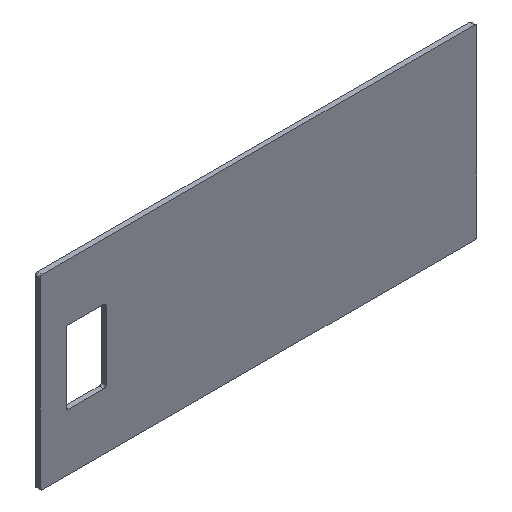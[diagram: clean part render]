
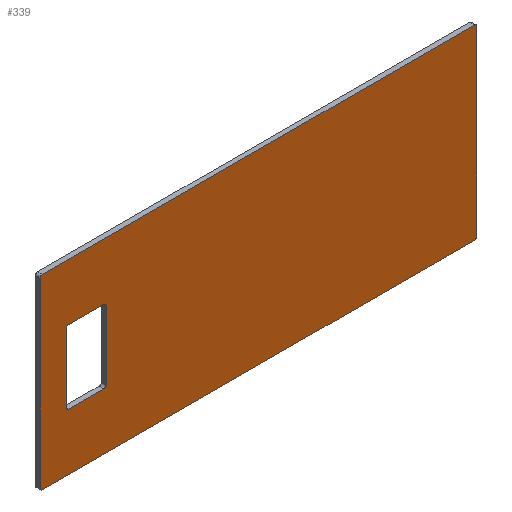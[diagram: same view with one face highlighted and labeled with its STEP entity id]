
A CAD part, isometric view. The second image highlights one B-rep face of the part: STEP entity #339.
In plain terms, the highlighted planar face has unit normal (0, -1, 0).
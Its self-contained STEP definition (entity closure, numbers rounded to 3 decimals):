
#15=FACE_BOUND('',#56,.T.);
#22=PLANE('',#381);
#37=FACE_OUTER_BOUND('',#55,.T.);
#55=EDGE_LOOP('',(#265,#266,#267,#268,#269,#270,#271,#272));
#56=EDGE_LOOP('',(#273,#274,#275,#276,#277,#278,#279,#280));
#67=LINE('',#509,#99);
#73=LINE('',#524,#105);
#77=LINE('',#536,#109);
#80=LINE('',#545,#112);
#83=LINE('',#557,#115);
#86=LINE('',#563,#118);
#87=LINE('',#567,#119);
#88=LINE('',#571,#120);
#99=VECTOR('',#407,10.);
#105=VECTOR('',#421,10.);
#109=VECTOR('',#433,10.);
#112=VECTOR('',#444,10.);
#115=VECTOR('',#455,10.);
#118=VECTOR('',#460,10.);
#119=VECTOR('',#463,10.);
#120=VECTOR('',#466,10.);
#129=CIRCLE('',#362,1.);
#131=CIRCLE('',#366,1.);
#133=CIRCLE('',#370,1.);
#135=CIRCLE('',#374,1.);
#138=CIRCLE('',#379,1.);
#139=CIRCLE('',#382,1.);
#140=CIRCLE('',#383,1.);
#141=CIRCLE('',#384,1.);
#145=VERTEX_POINT('',#499);
#146=VERTEX_POINT('',#500);
#149=VERTEX_POINT('',#508);
#151=VERTEX_POINT('',#514);
#152=VERTEX_POINT('',#515);
#155=VERTEX_POINT('',#526);
#156=VERTEX_POINT('',#527);
#159=VERTEX_POINT('',#538);
#163=VERTEX_POINT('',#550);
#164=VERTEX_POINT('',#552);
#165=VERTEX_POINT('',#556);
#167=VERTEX_POINT('',#562);
#168=VERTEX_POINT('',#564);
#169=VERTEX_POINT('',#566);
#170=VERTEX_POINT('',#568);
#171=VERTEX_POINT('',#570);
#177=EDGE_CURVE('',#145,#146,#129,.T.);
#181=EDGE_CURVE('',#149,#146,#67,.T.);
#184=EDGE_CURVE('',#151,#152,#131,.T.);
#189=EDGE_CURVE('',#145,#152,#73,.T.);
#190=EDGE_CURVE('',#155,#156,#133,.T.);
#195=EDGE_CURVE('',#151,#156,#77,.T.);
#196=EDGE_CURVE('',#149,#159,#135,.T.);
#200=EDGE_CURVE('',#155,#159,#80,.T.);
#203=EDGE_CURVE('',#163,#164,#138,.T.);
#205=EDGE_CURVE('',#165,#164,#83,.T.);
#208=EDGE_CURVE('',#163,#167,#86,.T.);
#209=EDGE_CURVE('',#168,#167,#139,.T.);
#210=EDGE_CURVE('',#168,#169,#87,.T.);
#211=EDGE_CURVE('',#170,#169,#140,.T.);
#212=EDGE_CURVE('',#170,#171,#88,.T.);
#213=EDGE_CURVE('',#165,#171,#141,.T.);
#265=ORIENTED_EDGE('',*,*,#203,.F.);
#266=ORIENTED_EDGE('',*,*,#208,.T.);
#267=ORIENTED_EDGE('',*,*,#209,.F.);
#268=ORIENTED_EDGE('',*,*,#210,.T.);
#269=ORIENTED_EDGE('',*,*,#211,.F.);
#270=ORIENTED_EDGE('',*,*,#212,.T.);
#271=ORIENTED_EDGE('',*,*,#213,.F.);
#272=ORIENTED_EDGE('',*,*,#205,.T.);
#273=ORIENTED_EDGE('',*,*,#195,.T.);
#274=ORIENTED_EDGE('',*,*,#190,.F.);
#275=ORIENTED_EDGE('',*,*,#200,.T.);
#276=ORIENTED_EDGE('',*,*,#196,.F.);
#277=ORIENTED_EDGE('',*,*,#181,.T.);
#278=ORIENTED_EDGE('',*,*,#177,.F.);
#279=ORIENTED_EDGE('',*,*,#189,.T.);
#280=ORIENTED_EDGE('',*,*,#184,.F.);
#339=ADVANCED_FACE('',(#37,#15),#22,.F.);
#362=AXIS2_PLACEMENT_3D('',#501,#399,#400);
#366=AXIS2_PLACEMENT_3D('',#516,#412,#413);
#370=AXIS2_PLACEMENT_3D('',#528,#424,#425);
#374=AXIS2_PLACEMENT_3D('',#539,#436,#437);
#379=AXIS2_PLACEMENT_3D('',#553,#450,#451);
#381=AXIS2_PLACEMENT_3D('',#561,#458,#459);
#382=AXIS2_PLACEMENT_3D('',#565,#461,#462);
#383=AXIS2_PLACEMENT_3D('',#569,#464,#465);
#384=AXIS2_PLACEMENT_3D('',#572,#467,#468);
#399=DIRECTION('center_axis',(0.,-1.,0.));
#400=DIRECTION('ref_axis',(0.707,0.,-0.707));
#407=DIRECTION('',(0.,0.,-1.));
#412=DIRECTION('center_axis',(0.,-1.,0.));
#413=DIRECTION('ref_axis',(-0.707,0.,-0.707));
#421=DIRECTION('',(-1.,0.,0.));
#424=DIRECTION('center_axis',(0.,-1.,0.));
#425=DIRECTION('ref_axis',(-0.707,0.,0.707));
#433=DIRECTION('',(0.,0.,1.));
#436=DIRECTION('center_axis',(0.,-1.,0.));
#437=DIRECTION('ref_axis',(0.707,0.,0.707));
#444=DIRECTION('',(1.,0.,0.));
#450=DIRECTION('center_axis',(0.,1.,0.));
#451=DIRECTION('ref_axis',(-0.707,0.,-0.707));
#455=DIRECTION('',(0.,0.,-1.));
#458=DIRECTION('center_axis',(0.,1.,0.));
#459=DIRECTION('ref_axis',(1.,0.,0.));
#460=DIRECTION('',(1.,0.,0.));
#461=DIRECTION('center_axis',(0.,1.,0.));
#462=DIRECTION('ref_axis',(0.707,0.,-0.707));
#463=DIRECTION('',(0.,0.,1.));
#464=DIRECTION('center_axis',(0.,1.,0.));
#465=DIRECTION('ref_axis',(0.707,0.,0.707));
#466=DIRECTION('',(-1.,0.,0.));
#467=DIRECTION('center_axis',(0.,1.,0.));
#468=DIRECTION('ref_axis',(-0.707,0.,0.707));
#499=CARTESIAN_POINT('',(27.,0.,24.));
#500=CARTESIAN_POINT('',(28.,0.,25.));
#501=CARTESIAN_POINT('Origin',(27.,0.,25.));
#508=CARTESIAN_POINT('',(28.,0.,54.));
#509=CARTESIAN_POINT('',(28.,0.,47.25));
#514=CARTESIAN_POINT('',(11.,0.,25.));
#515=CARTESIAN_POINT('',(12.,0.,24.));
#516=CARTESIAN_POINT('Origin',(12.,0.,25.));
#524=CARTESIAN_POINT('',(60.25,0.,24.));
#526=CARTESIAN_POINT('',(12.,0.,55.));
#527=CARTESIAN_POINT('',(11.,0.,54.));
#528=CARTESIAN_POINT('Origin',(12.,0.,54.));
#536=CARTESIAN_POINT('',(11.,0.,31.75));
#538=CARTESIAN_POINT('',(27.,0.,55.));
#539=CARTESIAN_POINT('Origin',(27.,0.,54.));
#545=CARTESIAN_POINT('',(51.75,0.,55.));
#550=CARTESIAN_POINT('',(1.,0.,0.));
#552=CARTESIAN_POINT('',(0.,0.,1.));
#553=CARTESIAN_POINT('Origin',(1.,0.,1.));
#556=CARTESIAN_POINT('',(0.,0.,78.));
#557=CARTESIAN_POINT('',(0.,0.,79.));
#561=CARTESIAN_POINT('Origin',(92.5,0.,39.5));
#562=CARTESIAN_POINT('',(184.,0.,0.));
#563=CARTESIAN_POINT('',(0.,0.,0.));
#564=CARTESIAN_POINT('',(185.,0.,1.));
#565=CARTESIAN_POINT('Origin',(184.,0.,1.));
#566=CARTESIAN_POINT('',(185.,0.,78.));
#567=CARTESIAN_POINT('',(185.,0.,0.));
#568=CARTESIAN_POINT('',(184.,0.,79.));
#569=CARTESIAN_POINT('Origin',(184.,0.,78.));
#570=CARTESIAN_POINT('',(1.,0.,79.));
#571=CARTESIAN_POINT('',(185.,0.,79.));
#572=CARTESIAN_POINT('Origin',(1.,0.,78.));
